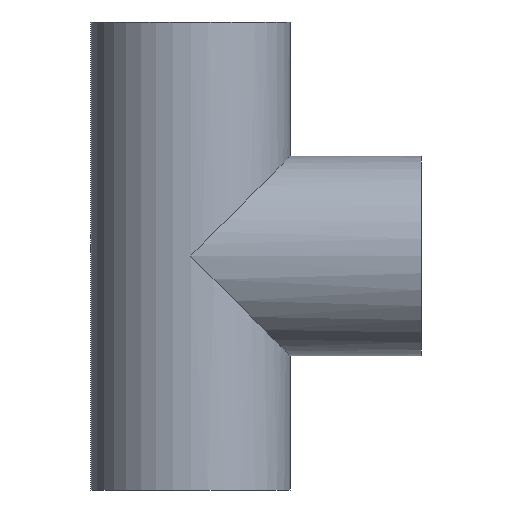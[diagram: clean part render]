
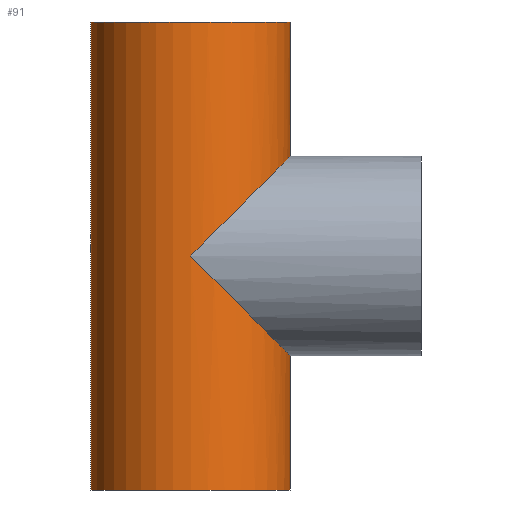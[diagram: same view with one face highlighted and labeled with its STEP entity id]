
A CAD part, front view. The second image highlights one B-rep face of the part: STEP entity #91.
In plain terms, the highlighted cylindrical face has radius 112.5 mm (diameter 225 mm), a partial arc.
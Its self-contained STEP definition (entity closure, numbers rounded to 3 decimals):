
#4 = CIRCLE ( 'NONE', #25, 112.5 ) ;
#15 = AXIS2_PLACEMENT_3D ( 'NONE', #60, #268, #304 ) ;
#24 = CIRCLE ( 'NONE', #15, 112.5 ) ;
#25 = AXIS2_PLACEMENT_3D ( 'NONE', #64, #322, #320 ) ;
#41 = VERTEX_POINT ( 'NONE', #262 ) ;
#49 = EDGE_CURVE ( 'NONE', #41, #258, #24, .T. ) ;
#53 = EDGE_CURVE ( 'NONE', #259, #361, #121, .T. ) ;
#55 = CARTESIAN_POINT ( 'NONE',  ( 112.5, 0., -263.5 ) ) ;
#58 = DIRECTION ( 'NONE',  ( 0., 0., -1. ) ) ;
#60 = CARTESIAN_POINT ( 'NONE',  ( 0., 0., -263.5 ) ) ;
#64 = CARTESIAN_POINT ( 'NONE',  ( 0., 0., 263.5 ) ) ;
#68 = CYLINDRICAL_SURFACE ( 'NONE', #314, 112.5 ) ;
#69 = ORIENTED_EDGE ( 'NONE', *, *, #150, .F. ) ;
#76 = ORIENTED_EDGE ( 'NONE', *, *, #167, .F. ) ;
#84 = LINE ( 'NONE', #269, #332 ) ;
#91 = ADVANCED_FACE ( 'NONE', ( #288 ), #68, .T. ) ;
#97 = CARTESIAN_POINT ( 'NONE',  ( -112.5, 0., 263.5 ) ) ;
#104 = ORIENTED_EDGE ( 'NONE', *, *, #252, .F. ) ;
#120 = CARTESIAN_POINT ( 'NONE',  ( 112.5, -65.901, 112.5 ) ) ;
#121 =( BOUNDED_CURVE ( )  B_SPLINE_CURVE ( 3, ( #334, #120, #151, #299 ),
 .UNSPECIFIED., .F., .F. ) 
 B_SPLINE_CURVE_WITH_KNOTS ( ( 4, 4 ),
 ( 3.142, 4.712 ),
 .UNSPECIFIED. ) 
 CURVE ( )  GEOMETRIC_REPRESENTATION_ITEM ( )  RATIONAL_B_SPLINE_CURVE ( ( 1., 0.805, 0.805, 1. ) ) 
 REPRESENTATION_ITEM ( '' )  );
#139 = DIRECTION ( 'NONE',  ( -1., 0., 0. ) ) ;
#150 = EDGE_CURVE ( 'NONE', #361, #196, #169, .T. ) ;
#151 = CARTESIAN_POINT ( 'NONE',  ( 65.901, -112.5, 65.901 ) ) ;
#152 = CARTESIAN_POINT ( 'NONE',  ( 112.5, 0., 263.5 ) ) ;
#155 = ORIENTED_EDGE ( 'NONE', *, *, #398, .T. ) ;
#165 = VECTOR ( 'NONE', #378, 1000. ) ;
#167 = EDGE_CURVE ( 'NONE', #430, #343, #4, .T. ) ;
#169 =( BOUNDED_CURVE ( )  B_SPLINE_CURVE ( 3, ( #386, #175, #284, #209 ),
 .UNSPECIFIED., .F., .F. ) 
 B_SPLINE_CURVE_WITH_KNOTS ( ( 4, 4 ),
 ( 4.712, 6.283 ),
 .UNSPECIFIED. ) 
 CURVE ( )  GEOMETRIC_REPRESENTATION_ITEM ( )  RATIONAL_B_SPLINE_CURVE ( ( 1., 0.805, 0.805, 1. ) ) 
 REPRESENTATION_ITEM ( '' )  );
#175 = CARTESIAN_POINT ( 'NONE',  ( 65.901, -112.5, -65.901 ) ) ;
#184 = ORIENTED_EDGE ( 'NONE', *, *, #318, .F. ) ;
#196 = VERTEX_POINT ( 'NONE', #324 ) ;
#209 = CARTESIAN_POINT ( 'NONE',  ( 112.5, 0., -112.5 ) ) ;
#212 = ORIENTED_EDGE ( 'NONE', *, *, #53, .F. ) ;
#251 = DIRECTION ( 'NONE',  ( 0., 0., -1. ) ) ;
#252 = EDGE_CURVE ( 'NONE', #196, #258, #84, .T. ) ;
#258 = VERTEX_POINT ( 'NONE', #55 ) ;
#259 = VERTEX_POINT ( 'NONE', #335 ) ;
#262 = CARTESIAN_POINT ( 'NONE',  ( -112.5, 0., -263.5 ) ) ;
#268 = DIRECTION ( 'NONE',  ( 0., 0., 1. ) ) ;
#269 = CARTESIAN_POINT ( 'NONE',  ( 112.5, 0., 263.5 ) ) ;
#275 = DIRECTION ( 'NONE',  ( 0., 0., -1. ) ) ;
#284 = CARTESIAN_POINT ( 'NONE',  ( 112.5, -65.901, -112.5 ) ) ;
#288 = FACE_OUTER_BOUND ( 'NONE', #389, .T. ) ;
#299 = CARTESIAN_POINT ( 'NONE',  ( 0., -112.5, 0. ) ) ;
#304 = DIRECTION ( 'NONE',  ( 1., 0., 0. ) ) ;
#314 = AXIS2_PLACEMENT_3D ( 'NONE', #390, #251, #139 ) ;
#316 = CARTESIAN_POINT ( 'NONE',  ( -112.5, 0., 263.5 ) ) ;
#318 = EDGE_CURVE ( 'NONE', #343, #259, #410, .T. ) ;
#320 = DIRECTION ( 'NONE',  ( 1., 0., 0. ) ) ;
#322 = DIRECTION ( 'NONE',  ( 0., 0., 1. ) ) ;
#324 = CARTESIAN_POINT ( 'NONE',  ( 112.5, 0., -112.5 ) ) ;
#332 = VECTOR ( 'NONE', #58, 1000. ) ;
#334 = CARTESIAN_POINT ( 'NONE',  ( 112.5, 0., 112.5 ) ) ;
#335 = CARTESIAN_POINT ( 'NONE',  ( 112.5, 0., 112.5 ) ) ;
#343 = VERTEX_POINT ( 'NONE', #152 ) ;
#352 = ORIENTED_EDGE ( 'NONE', *, *, #49, .T. ) ;
#361 = VERTEX_POINT ( 'NONE', #376 ) ;
#376 = CARTESIAN_POINT ( 'NONE',  ( 0., -112.5, 0. ) ) ;
#378 = DIRECTION ( 'NONE',  ( 0., 0., -1. ) ) ;
#379 = VECTOR ( 'NONE', #275, 1000. ) ;
#381 = LINE ( 'NONE', #97, #165 ) ;
#386 = CARTESIAN_POINT ( 'NONE',  ( 0., -112.5, 0. ) ) ;
#389 = EDGE_LOOP ( 'NONE', ( #184, #76, #155, #352, #104, #69, #212 ) ) ;
#390 = CARTESIAN_POINT ( 'NONE',  ( 0., 0., 263.5 ) ) ;
#398 = EDGE_CURVE ( 'NONE', #430, #41, #381, .T. ) ;
#410 = LINE ( 'NONE', #439, #379 ) ;
#430 = VERTEX_POINT ( 'NONE', #316 ) ;
#439 = CARTESIAN_POINT ( 'NONE',  ( 112.5, 0., 263.5 ) ) ;
